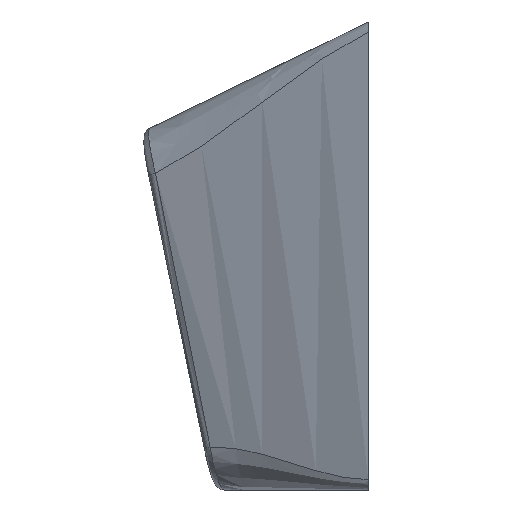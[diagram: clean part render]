
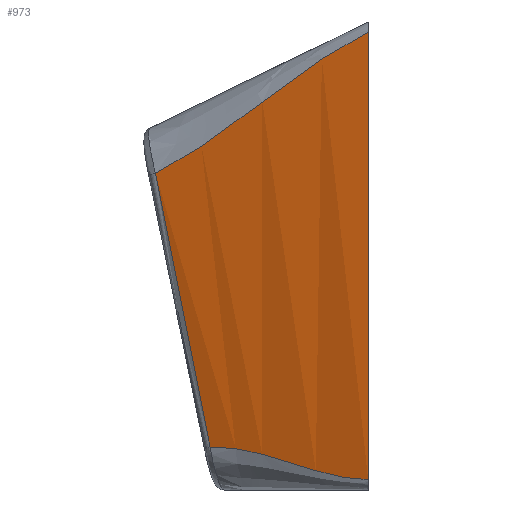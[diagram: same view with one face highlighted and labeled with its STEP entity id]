
A CAD part, left-side view. The second image highlights one B-rep face of the part: STEP entity #973.
In plain terms, the highlighted free-form (B-spline) face has degree [3, 1] with [6, 2] control points.
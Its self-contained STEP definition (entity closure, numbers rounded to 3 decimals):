
#750=VERTEX_POINT('',#751);
#751=CARTESIAN_POINT('',(0.0,0.0,-0.383));
#763=EDGE_CURVE('',#750,#764,#766,.F.);
#764=VERTEX_POINT('',#765);
#765=CARTESIAN_POINT('',(0.0,0.0,-17.6));
#766=LINE('',#767,#768);
#767=CARTESIAN_POINT('',(0.0,0.0,0.0));
#768=VECTOR('',#769,1.0);
#769=DIRECTION('',(0.0,0.0,1.0));
#973=ADVANCED_FACE('',(#974),#1081,.F.);
#974=FACE_BOUND('',#975,.T.);
#975=EDGE_LOOP('',(#976,#1018,#1033,#1080));
#976=ORIENTED_EDGE('',*,*,#977,.T.);
#977=EDGE_CURVE('',#750,#978,#980,.T.);
#978=VERTEX_POINT('',#979);
#979=CARTESIAN_POINT('',(2.9,8.179,-5.82));
#980=B_SPLINE_CURVE_WITH_KNOTS('',4,(#981,#982,#983,#984,#985,#986,#987,#988,#989,#990,#991,#992,#993,#994,#995,#996,#997,#998,#999,#1000,#1001,#1002,#1003,#1004,#1005,#1006,#1007,#1008,#1009,#1010,#1011,#1012,#1013,#1014,#1015,#1016,#1017),.UNSPECIFIED.,.F.,.U.,(5,4,4,4,4,4,4,4,4,5),(0.0,0.125,0.25,0.375,0.5,0.625,0.75,0.875,0.938,0.97),.UNSPECIFIED.);
#981=CARTESIAN_POINT('',(0.,0.,-0.383));
#982=CARTESIAN_POINT('',(0.092,0.267,-0.517));
#983=CARTESIAN_POINT('',(0.185,0.539,-0.664));
#984=CARTESIAN_POINT('',(0.28,0.815,-0.823));
#985=CARTESIAN_POINT('',(0.377,1.096,-0.993));
#986=CARTESIAN_POINT('',(0.464,1.35,-1.148));
#987=CARTESIAN_POINT('',(0.555,1.612,-1.315));
#988=CARTESIAN_POINT('',(0.648,1.881,-1.494));
#989=CARTESIAN_POINT('',(0.744,2.157,-1.683));
#990=CARTESIAN_POINT('',(0.827,2.394,-1.847));
#991=CARTESIAN_POINT('',(0.915,2.647,-2.026));
#992=CARTESIAN_POINT('',(1.008,2.914,-2.219));
#993=CARTESIAN_POINT('',(1.107,3.195,-2.426));
#994=CARTESIAN_POINT('',(1.177,3.392,-2.572));
#995=CARTESIAN_POINT('',(1.261,3.63,-2.75));
#996=CARTESIAN_POINT('',(1.359,3.906,-2.958));
#997=CARTESIAN_POINT('',(1.471,4.222,-3.195));
#998=CARTESIAN_POINT('',(1.613,4.619,-3.495));
#999=CARTESIAN_POINT('',(1.722,4.921,-3.72));
#1000=CARTESIAN_POINT('',(1.798,5.131,-3.876));
#1001=CARTESIAN_POINT('',(1.84,5.249,-3.962));
#1002=CARTESIAN_POINT('',(1.946,5.542,-4.177));
#1003=CARTESIAN_POINT('',(2.044,5.813,-4.37));
#1004=CARTESIAN_POINT('',(2.134,6.062,-4.544));
#1005=CARTESIAN_POINT('',(2.217,6.289,-4.698));
#1006=CARTESIAN_POINT('',(2.321,6.575,-4.89));
#1007=CARTESIAN_POINT('',(2.419,6.847,-5.067));
#1008=CARTESIAN_POINT('',(2.514,7.107,-5.227));
#1009=CARTESIAN_POINT('',(2.604,7.355,-5.373));
#1010=CARTESIAN_POINT('',(2.654,7.495,-5.455));
#1011=CARTESIAN_POINT('',(2.704,7.633,-5.533));
#1012=CARTESIAN_POINT('',(2.753,7.769,-5.607));
#1013=CARTESIAN_POINT('',(2.801,7.902,-5.677));
#1014=CARTESIAN_POINT('',(2.819,7.954,-5.705));
#1015=CARTESIAN_POINT('',(2.842,8.017,-5.738));
#1016=CARTESIAN_POINT('',(2.869,8.092,-5.776));
#1017=CARTESIAN_POINT('',(2.9,8.179,-5.82));
#1018=ORIENTED_EDGE('',*,*,#1019,.T.);
#1019=EDGE_CURVE('',#978,#1020,#1022,.T.);
#1020=VERTEX_POINT('',#1021);
#1021=CARTESIAN_POINT('',(2.88,6.08,-16.347));
#1022=B_SPLINE_CURVE_WITH_KNOTS('',3,(#1023,#1024,#1025,#1026,#1027,#1028,#1029,#1030,#1031,#1032),.UNSPECIFIED.,.F.,.U.,(4,2,2,2,4),(-5.158,0.,5.367,10.734,15.893),.UNSPECIFIED.);
#1023=CARTESIAN_POINT('',(2.908,9.195,-0.763));
#1024=CARTESIAN_POINT('',(2.906,8.856,-2.449));
#1025=CARTESIAN_POINT('',(2.903,8.517,-4.135));
#1026=CARTESIAN_POINT('',(2.897,7.827,-7.574));
#1027=CARTESIAN_POINT('',(2.894,7.476,-9.328));
#1028=CARTESIAN_POINT('',(2.887,6.776,-12.837));
#1029=CARTESIAN_POINT('',(2.884,6.428,-14.592));
#1030=CARTESIAN_POINT('',(2.877,5.747,-18.033));
#1031=CARTESIAN_POINT('',(2.873,5.414,-19.72));
#1032=CARTESIAN_POINT('',(2.87,5.084,-21.407));
#1033=ORIENTED_EDGE('',*,*,#1034,.T.);
#1034=EDGE_CURVE('',#1020,#764,#1035,.T.);
#1035=B_SPLINE_CURVE_WITH_KNOTS('',4,(#1036,#1037,#1038,#1039,#1040,#1041,#1042,#1043,#1044,#1045,#1046,#1047,#1048,#1049,#1050,#1051,#1052,#1053,#1054,#1055,#1056,#1057,#1058,#1059,#1060,#1061,#1062,#1063,#1064,#1065,#1066,#1067,#1068,#1069,#1070,#1071,#1072,#1073,#1074,#1075,#1076,#1077,#1078,#1079),.UNSPECIFIED.,.F.,.U.,(5,4,4,4,4,4,4,3,4,4,4,5),(0.037,0.063,0.125,0.25,0.375,0.438,0.5,0.509,0.625,0.75,0.875,1.0),.UNSPECIFIED.);
#1036=CARTESIAN_POINT('',(2.88,6.08,-16.347));
#1037=CARTESIAN_POINT('',(2.859,6.035,-16.346));
#1038=CARTESIAN_POINT('',(2.841,5.996,-16.345));
#1039=CARTESIAN_POINT('',(2.825,5.963,-16.344));
#1040=CARTESIAN_POINT('',(2.813,5.938,-16.344));
#1041=CARTESIAN_POINT('',(2.768,5.841,-16.344));
#1042=CARTESIAN_POINT('',(2.723,5.743,-16.346));
#1043=CARTESIAN_POINT('',(2.676,5.643,-16.35));
#1044=CARTESIAN_POINT('',(2.629,5.54,-16.358));
#1045=CARTESIAN_POINT('',(2.544,5.358,-16.371));
#1046=CARTESIAN_POINT('',(2.455,5.165,-16.393));
#1047=CARTESIAN_POINT('',(2.362,4.961,-16.425));
#1048=CARTESIAN_POINT('',(2.263,4.746,-16.467));
#1049=CARTESIAN_POINT('',(2.186,4.577,-16.501));
#1050=CARTESIAN_POINT('',(2.099,4.389,-16.543));
#1051=CARTESIAN_POINT('',(2.004,4.181,-16.595));
#1052=CARTESIAN_POINT('',(1.899,3.954,-16.659));
#1053=CARTESIAN_POINT('',(1.862,3.873,-16.681));
#1054=CARTESIAN_POINT('',(1.819,3.78,-16.708));
#1055=CARTESIAN_POINT('',(1.77,3.675,-16.739));
#1056=CARTESIAN_POINT('',(1.716,3.558,-16.774));
#1057=CARTESIAN_POINT('',(1.67,3.459,-16.804));
#1058=CARTESIAN_POINT('',(1.624,3.36,-16.835));
#1059=CARTESIAN_POINT('',(1.578,3.261,-16.866));
#1060=CARTESIAN_POINT('',(1.531,3.163,-16.897));
#1061=CARTESIAN_POINT('',(1.523,3.146,-16.903));
#1062=CARTESIAN_POINT('',(1.516,3.129,-16.908));
#1063=CARTESIAN_POINT('',(1.508,3.112,-16.913));
#1064=CARTESIAN_POINT('',(1.404,2.89,-16.984));
#1065=CARTESIAN_POINT('',(1.315,2.701,-17.045));
#1066=CARTESIAN_POINT('',(1.232,2.528,-17.1));
#1067=CARTESIAN_POINT('',(1.158,2.371,-17.149));
#1068=CARTESIAN_POINT('',(1.055,2.157,-17.215));
#1069=CARTESIAN_POINT('',(0.958,1.954,-17.275));
#1070=CARTESIAN_POINT('',(0.865,1.762,-17.329));
#1071=CARTESIAN_POINT('',(0.777,1.581,-17.375));
#1072=CARTESIAN_POINT('',(0.676,1.372,-17.428));
#1073=CARTESIAN_POINT('',(0.578,1.172,-17.473));
#1074=CARTESIAN_POINT('',(0.483,0.978,-17.51));
#1075=CARTESIAN_POINT('',(0.39,0.79,-17.539));
#1076=CARTESIAN_POINT('',(0.291,0.589,-17.569));
#1077=CARTESIAN_POINT('',(0.193,0.391,-17.59));
#1078=CARTESIAN_POINT('',(0.096,0.194,-17.6));
#1079=CARTESIAN_POINT('',(0.,0.,-17.6));
#1080=ORIENTED_EDGE('',*,*,#763,.F.);
#1081=B_SPLINE_SURFACE_WITH_KNOTS('',3,1,((#1082,#1083),(#1084,#1085),(#1086,#1087),(#1088,#1089),(#1090,#1091),(#1092,#1093)),.UNSPECIFIED.,.F.,.F.,.U.,(4,2,4),(2,2),(0.0,0.5,1.0),(0.0,1.0),.UNSPECIFIED.);
#1082=CARTESIAN_POINT('',(0.0,0.0,-18.0));
#1083=CARTESIAN_POINT('',(0.0,0.0,0.0));
#1084=CARTESIAN_POINT('',(0.5,1.0,-18.0));
#1085=CARTESIAN_POINT('',(0.5,1.467,-0.714));
#1086=CARTESIAN_POINT('',(1.0,2.0,-18.0));
#1087=CARTESIAN_POINT('',(1.0,2.933,-1.428));
#1088=CARTESIAN_POINT('',(2.0,4.0,-18.0));
#1089=CARTESIAN_POINT('',(2.0,5.867,-2.855));
#1090=CARTESIAN_POINT('',(2.5,5.0,-18.0));
#1091=CARTESIAN_POINT('',(2.5,7.333,-3.569));
#1092=CARTESIAN_POINT('',(3.0,6.0,-18.0));
#1093=CARTESIAN_POINT('',(3.0,8.8,-4.283));
